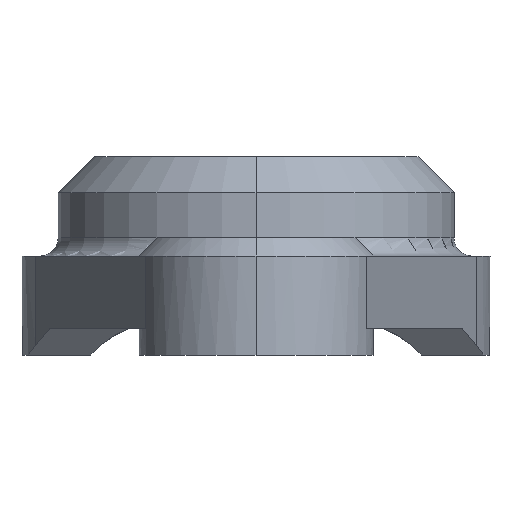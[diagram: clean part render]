
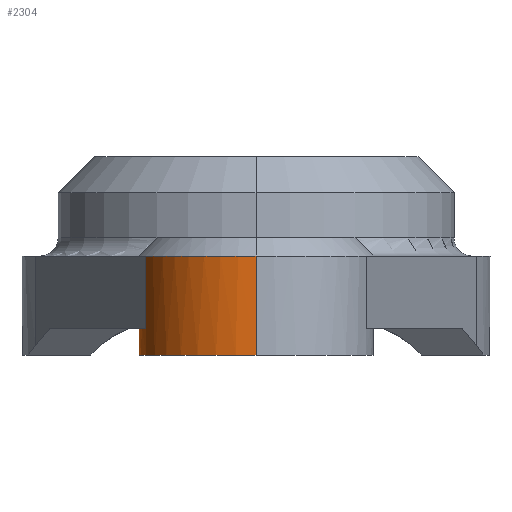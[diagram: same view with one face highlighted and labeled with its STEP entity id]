
A CAD part, left-side view. The second image highlights one B-rep face of the part: STEP entity #2304.
In plain terms, the highlighted cylindrical face has radius 6.5 mm (diameter 13 mm), a partial arc.
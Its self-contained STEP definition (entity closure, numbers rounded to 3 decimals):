
#43 = AXIS2_PLACEMENT_3D ( 'NONE', #1759, #1785, #472 ) ;
#51 = VERTEX_POINT ( 'NONE', #1395 ) ;
#81 = VECTOR ( 'NONE', #2294, 1000. ) ;
#86 = VECTOR ( 'NONE', #1387, 1000. ) ;
#106 = ORIENTED_EDGE ( 'NONE', *, *, #1654, .T. ) ;
#165 = CARTESIAN_POINT ( 'NONE',  ( -26., 0., 0. ) ) ;
#172 = CARTESIAN_POINT ( 'NONE',  ( -21.667, 6.128, 5.5 ) ) ;
#181 = EDGE_CURVE ( 'NONE', #1242, #1378, #1002, .T. ) ;
#243 = VECTOR ( 'NONE', #712, 1000. ) ;
#249 = ORIENTED_EDGE ( 'NONE', *, *, #1411, .T. ) ;
#318 = CARTESIAN_POINT ( 'NONE',  ( -21.667, 6.128, 3.5 ) ) ;
#348 = VERTEX_POINT ( 'NONE', #1758 ) ;
#443 = LINE ( 'NONE', #1728, #86 ) ;
#472 = DIRECTION ( 'NONE',  ( 1., 0., 0. ) ) ;
#529 = DIRECTION ( 'NONE',  ( 1., 0., 0. ) ) ;
#604 = DIRECTION ( 'NONE',  ( 1., 0., 0. ) ) ;
#711 = CARTESIAN_POINT ( 'NONE',  ( -19.5, 0., 5.5 ) ) ;
#712 = DIRECTION ( 'NONE',  ( 0., 0., 1. ) ) ;
#735 = ORIENTED_EDGE ( 'NONE', *, *, #1203, .T. ) ;
#747 = EDGE_CURVE ( 'NONE', #51, #1242, #443, .T. ) ;
#903 = DIRECTION ( 'NONE',  ( 1., 0., 0. ) ) ;
#969 = ORIENTED_EDGE ( 'NONE', *, *, #181, .F. ) ;
#1002 = CIRCLE ( 'NONE', #1613, 6.5 ) ;
#1127 = AXIS2_PLACEMENT_3D ( 'NONE', #711, #2174, #529 ) ;
#1166 = FACE_OUTER_BOUND ( 'NONE', #1611, .T. ) ;
#1203 = EDGE_CURVE ( 'NONE', #348, #1913, #2199, .T. ) ;
#1242 = VERTEX_POINT ( 'NONE', #1651 ) ;
#1365 = ORIENTED_EDGE ( 'NONE', *, *, #1818, .T. ) ;
#1378 = VERTEX_POINT ( 'NONE', #1405 ) ;
#1387 = DIRECTION ( 'NONE',  ( 0., 0., 1. ) ) ;
#1395 = CARTESIAN_POINT ( 'NONE',  ( -19.5, 6.5, 0. ) ) ;
#1405 = CARTESIAN_POINT ( 'NONE',  ( -21.667, 6.128, 1.5 ) ) ;
#1411 = EDGE_CURVE ( 'NONE', #51, #348, #2158, .T. ) ;
#1446 = ORIENTED_EDGE ( 'NONE', *, *, #747, .F. ) ;
#1451 = CARTESIAN_POINT ( 'NONE',  ( -19.5, 0., 1.5 ) ) ;
#1561 = DIRECTION ( 'NONE',  ( 0., 0., 1. ) ) ;
#1611 = EDGE_LOOP ( 'NONE', ( #735, #106, #1365, #969, #1446, #249 ) ) ;
#1613 = AXIS2_PLACEMENT_3D ( 'NONE', #1451, #2176, #903 ) ;
#1651 = CARTESIAN_POINT ( 'NONE',  ( -19.5, 6.5, 1.5 ) ) ;
#1654 = EDGE_CURVE ( 'NONE', #1913, #2121, #2350, .T. ) ;
#1728 = CARTESIAN_POINT ( 'NONE',  ( -19.5, 6.5, 0.75 ) ) ;
#1733 = AXIS2_PLACEMENT_3D ( 'NONE', #1866, #1561, #604 ) ;
#1758 = CARTESIAN_POINT ( 'NONE',  ( -26., 0., 0. ) ) ;
#1759 = CARTESIAN_POINT ( 'NONE',  ( -19.5, 0., 0. ) ) ;
#1782 = CARTESIAN_POINT ( 'NONE',  ( -26., 0., 5.5 ) ) ;
#1785 = DIRECTION ( 'NONE',  ( 0., 0., 1. ) ) ;
#1818 = EDGE_CURVE ( 'NONE', #2121, #1378, #1972, .T. ) ;
#1866 = CARTESIAN_POINT ( 'NONE',  ( -19.5, 0., 0. ) ) ;
#1913 = VERTEX_POINT ( 'NONE', #1782 ) ;
#1972 = LINE ( 'NONE', #318, #81 ) ;
#2121 = VERTEX_POINT ( 'NONE', #172 ) ;
#2158 = CIRCLE ( 'NONE', #43, 6.5 ) ;
#2174 = DIRECTION ( 'NONE',  ( 0., 0., -1. ) ) ;
#2176 = DIRECTION ( 'NONE',  ( 0., 0., 1. ) ) ;
#2199 = LINE ( 'NONE', #165, #243 ) ;
#2276 = CYLINDRICAL_SURFACE ( 'NONE', #1733, 6.5 ) ;
#2294 = DIRECTION ( 'NONE',  ( 0., 0., -1. ) ) ;
#2304 = ADVANCED_FACE ( 'NONE', ( #1166 ), #2276, .T. ) ;
#2350 = CIRCLE ( 'NONE', #1127, 6.5 ) ;
